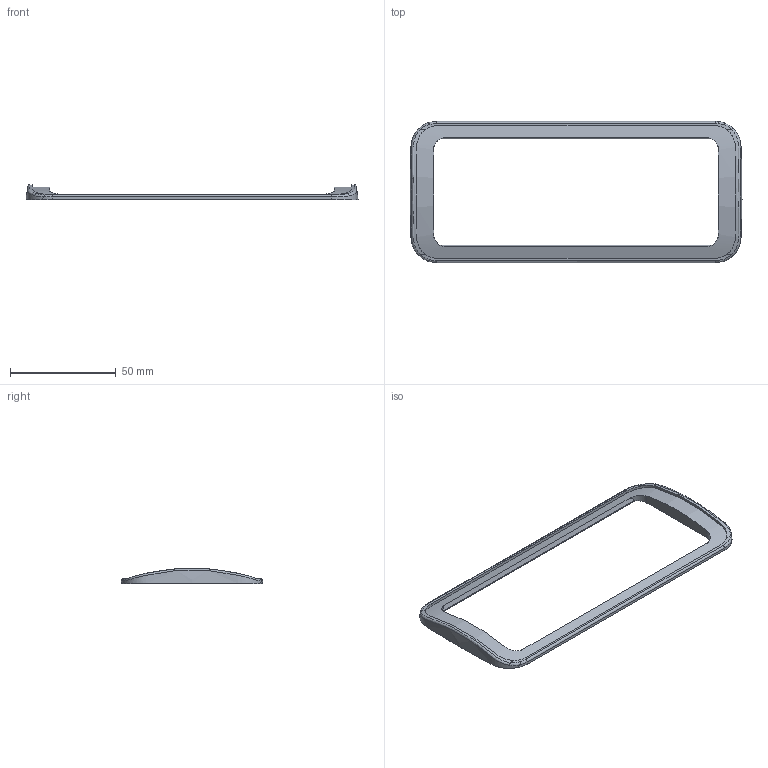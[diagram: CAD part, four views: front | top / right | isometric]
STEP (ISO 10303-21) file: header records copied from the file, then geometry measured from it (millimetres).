
FILE_DESCRIPTION (( 'STEP AP203' ), '1' );
FILE_NAME ('A-876-1RB_Œö.STEP', '2007-01-30T01:58:25', ( ' ' ), ( ' ' ), 'SwSTEP 2.0', 'SolidWorks 2006004', '' );
FILE_SCHEMA (( 'CONFIG_CONTROL_DESIGN' ));
Length unit declared in the file: millimetre
Products named in the file (1): A-876-1RB_公
Bounding box: 156.71 x 66.6 x 7.2 mm (x, y, z)
Volume: 10372.1 mm3; surface area: 9931.7 mm2
Topology: 1 solids, 1 shells, 46 faces, 127 edges, 83 vertices
Faces by surface type: cylinder 21, plane 13, bspline 12
Entity records: 7284 total; most frequent: CARTESIAN_POINT 6169, ORIENTED_EDGE 254, DIRECTION 159, EDGE_CURVE 127, VERTEX_POINT 83, AXIS2_PLACEMENT_3D 59, B_SPLINE_CURVE_WITH_KNOTS 58, EDGE_LOOP 48
